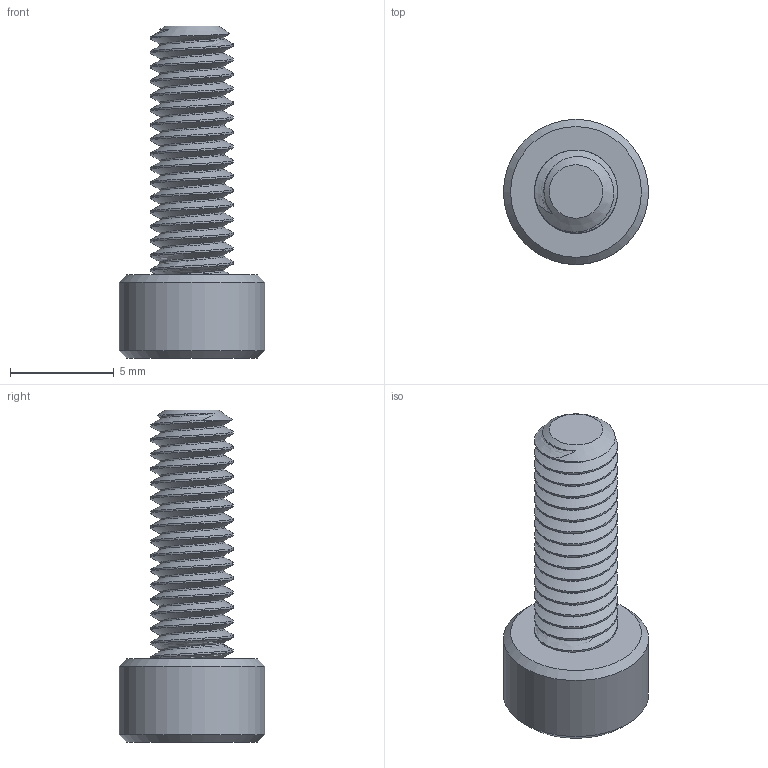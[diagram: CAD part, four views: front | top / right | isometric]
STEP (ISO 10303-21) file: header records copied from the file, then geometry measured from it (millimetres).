
FILE_DESCRIPTION(/* description */ ('','CAx-IF Rec.Pracs.---Representation and Presentation of Product Manufacturing Information (PMI)---4.0---2014-10-13'),/* implementation_level */ '2;1');
FILE_NAME(/* name */ 'OSSM - Base - PitClamp Mini_Hardware - OSSM - Base - PitClamp Mini_M4 x 12 Cap Head Screw (M4 x 10 alternative)_step.stp',/* time_stamp */ '2025-02-27T09:06:48-05:00',/* author */ (''),/* organization */ (''),/* preprocessor_version */ 'ST-DEVELOPER v20',/* originating_system */ 'Autodesk Translation Framework v13.20.0.188',/* authorisation */ '');
FILE_SCHEMA (('AP242_MANAGED_MODEL_BASED_3D_ENGINEERING_MIM_LF { 1 0 10303 442 1 1 4 }'));
Length unit declared in the file: millimetre
Products named in the file (1): 91292A117_18-8 Stainless Steel Socket Head Screw
Bounding box: 7 x 7 x 16 mm (x, y, z)
Volume: 252.1 mm3; surface area: 406.6 mm2
Topology: 1 solids, 1 shells, 58 faces, 149 edges, 95 vertices
Faces by surface type: cylinder 37, plane 10, cone 9, bspline 2
Full cylindrical faces by diameter (mm): 3.091 x16, 4 x16, 7 x1
Entity records: 4987 total; most frequent: CARTESIAN_POINT 3712, ORIENTED_EDGE 298, DIRECTION 196, EDGE_CURVE 149, VERTEX_POINT 95, B_SPLINE_CURVE_WITH_KNOTS 77, AXIS2_PLACEMENT_3D 73, EDGE_LOOP 60
